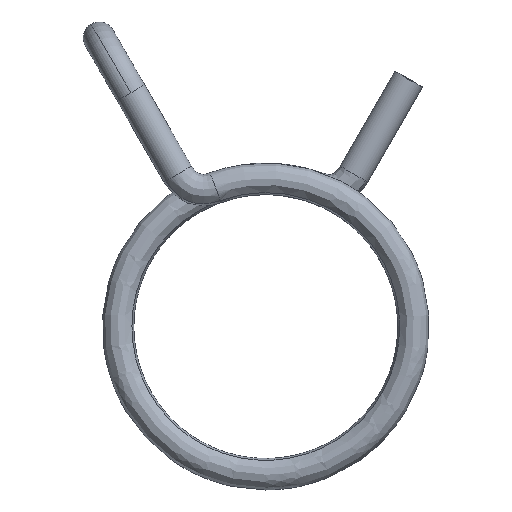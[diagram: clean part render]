
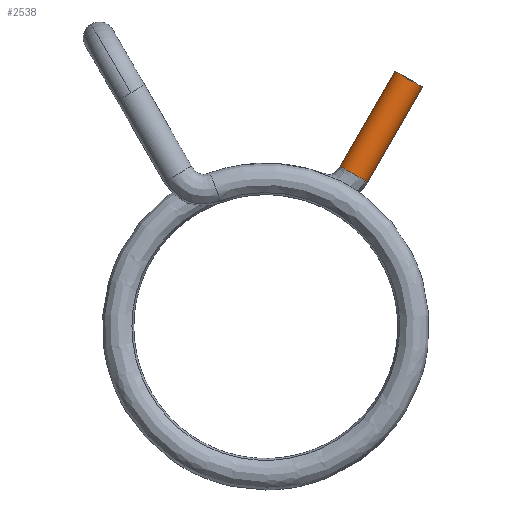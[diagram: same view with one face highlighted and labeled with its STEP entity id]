
A CAD part, top view. The second image highlights one B-rep face of the part: STEP entity #2538.
In plain terms, the highlighted cylindrical face has radius 0.5 mm (diameter 1 mm), a partial arc.
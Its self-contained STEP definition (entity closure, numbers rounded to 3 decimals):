
#81 = EDGE_CURVE ( 'NONE', #807, #6158, #5785, .T. ) ;
#114 = CYLINDRICAL_SURFACE ( 'NONE', #2368, 0.5 ) ;
#125 = DIRECTION ( 'NONE',  ( 0.5, 0.866, 0. ) ) ;
#131 = ORIENTED_EDGE ( 'NONE', *, *, #1657, .F. ) ;
#301 = VERTEX_POINT ( 'NONE', #6905 ) ;
#342 = VECTOR ( 'NONE', #1940, 1000. ) ;
#420 = EDGE_CURVE ( 'NONE', #8092, #4131, #4971, .T. ) ;
#587 = EDGE_CURVE ( 'NONE', #3528, #6158, #2136, .T. ) ;
#641 = LINE ( 'NONE', #3281, #4603 ) ;
#674 = CARTESIAN_POINT ( 'NONE',  ( 4.495, 7.786, 0.55 ) ) ;
#715 = CARTESIAN_POINT ( 'NONE',  ( 2.771, 4.799, 0.55 ) ) ;
#734 = DIRECTION ( 'NONE',  ( 0.5, 0.866, 0. ) ) ;
#807 = VERTEX_POINT ( 'NONE', #2665 ) ;
#817 = ORIENTED_EDGE ( 'NONE', *, *, #6052, .T. ) ;
#909 = CIRCLE ( 'NONE', #5731, 0.5 ) ;
#947 = CARTESIAN_POINT ( 'NONE',  ( 4.582, 7.747, 1.041 ) ) ;
#965 = VECTOR ( 'NONE', #4284, 1000. ) ;
#1263 = VECTOR ( 'NONE', #734, 1000. ) ;
#1350 = AXIS2_PLACEMENT_3D ( 'NONE', #1864, #7864, #5257 ) ;
#1657 = EDGE_CURVE ( 'NONE', #3528, #301, #7017, .T. ) ;
#1722 = ORIENTED_EDGE ( 'NONE', *, *, #4590, .T. ) ;
#1864 = CARTESIAN_POINT ( 'NONE',  ( 4.5, 7.794, 0.55 ) ) ;
#1880 = CARTESIAN_POINT ( 'NONE',  ( 4.476, 7.797, 1.05 ) ) ;
#1940 = DIRECTION ( 'NONE',  ( 0.5, 0.866, 0. ) ) ;
#2020 = CARTESIAN_POINT ( 'NONE',  ( 4.5, 7.794, 0.55 ) ) ;
#2036 = AXIS2_PLACEMENT_3D ( 'NONE', #674, #3314, #5952 ) ;
#2089 = ORIENTED_EDGE ( 'NONE', *, *, #4074, .F. ) ;
#2131 = EDGE_CURVE ( 'NONE', #5248, #3166, #909, .T. ) ;
#2136 = LINE ( 'NONE', #5568, #965 ) ;
#2204 = VERTEX_POINT ( 'NONE', #6578 ) ;
#2222 = EDGE_CURVE ( 'NONE', #8092, #3166, #641, .T. ) ;
#2368 = AXIS2_PLACEMENT_3D ( 'NONE', #715, #4848, #2793 ) ;
#2429 = VERTEX_POINT ( 'NONE', #5951 ) ;
#2538 = ADVANCED_FACE ( 'NONE', ( #6047 ), #114, .T. ) ;
#2647 = ORIENTED_EDGE ( 'NONE', *, *, #8287, .F. ) ;
#2665 = CARTESIAN_POINT ( 'NONE',  ( 4.577, 7.738, 1.041 ) ) ;
#2793 = DIRECTION ( 'NONE',  ( -0.866, 0.5, 0. ) ) ;
#2799 = CARTESIAN_POINT ( 'NONE',  ( 4.476, 7.797, 1.05 ) ) ;
#2833 = ORIENTED_EDGE ( 'NONE', *, *, #6951, .T. ) ;
#3097 = DIRECTION ( 'NONE',  ( -0.722, 0.417, -0.553 ) ) ;
#3166 = VERTEX_POINT ( 'NONE', #7726 ) ;
#3259 = ORIENTED_EDGE ( 'NONE', *, *, #81, .F. ) ;
#3281 = CARTESIAN_POINT ( 'NONE',  ( 4.496, 7.785, 1.05 ) ) ;
#3314 = DIRECTION ( 'NONE',  ( 0.5, 0.866, 0. ) ) ;
#3384 = DIRECTION ( 'NONE',  ( -0.722, 0.417, -0.553 ) ) ;
#3528 = VERTEX_POINT ( 'NONE', #3550 ) ;
#3542 = EDGE_CURVE ( 'NONE', #2204, #3969, #5461, .T. ) ;
#3550 = CARTESIAN_POINT ( 'NONE',  ( 4.602, 7.735, 1.036 ) ) ;
#3798 = CARTESIAN_POINT ( 'NONE',  ( 4.597, 7.726, 1.036 ) ) ;
#3804 = CARTESIAN_POINT ( 'NONE',  ( 2.771, 4.799, 0.55 ) ) ;
#3808 = AXIS2_PLACEMENT_3D ( 'NONE', #7466, #6478, #3097 ) ;
#3845 = DIRECTION ( 'NONE',  ( -0.722, 0.417, -0.553 ) ) ;
#3969 = VERTEX_POINT ( 'NONE', #5809 ) ;
#4048 = VECTOR ( 'NONE', #5926, 1000. ) ;
#4074 = EDGE_CURVE ( 'NONE', #6368, #5229, #8320, .T. ) ;
#4131 = VERTEX_POINT ( 'NONE', #947 ) ;
#4236 = AXIS2_PLACEMENT_3D ( 'NONE', #8174, #125, #5413 ) ;
#4240 = DIRECTION ( 'NONE',  ( 0.5, 0.866, 0. ) ) ;
#4284 = DIRECTION ( 'NONE',  ( -0.5, -0.866, 0. ) ) ;
#4590 = EDGE_CURVE ( 'NONE', #3969, #301, #5246, .T. ) ;
#4603 = VECTOR ( 'NONE', #5922, 1000. ) ;
#4610 = ORIENTED_EDGE ( 'NONE', *, *, #6987, .T. ) ;
#4650 = CARTESIAN_POINT ( 'NONE',  ( 4.501, 7.793, 1.05 ) ) ;
#4848 = DIRECTION ( 'NONE',  ( 0.5, 0.866, 0. ) ) ;
#4944 = CARTESIAN_POINT ( 'NONE',  ( 4.495, 7.786, 0.55 ) ) ;
#4971 = CIRCLE ( 'NONE', #1350, 0.5 ) ;
#4980 = DIRECTION ( 'NONE',  ( 0.5, 0.866, 0. ) ) ;
#4988 = VECTOR ( 'NONE', #6722, 1000. ) ;
#5229 = VERTEX_POINT ( 'NONE', #7401 ) ;
#5246 = LINE ( 'NONE', #7179, #342 ) ;
#5248 = VERTEX_POINT ( 'NONE', #2799 ) ;
#5257 = DIRECTION ( 'NONE',  ( -0.722, 0.417, -0.553 ) ) ;
#5370 = LINE ( 'NONE', #7838, #4048 ) ;
#5413 = DIRECTION ( 'NONE',  ( -0.722, 0.417, -0.553 ) ) ;
#5461 = CIRCLE ( 'NONE', #7887, 0.5 ) ;
#5568 = CARTESIAN_POINT ( 'NONE',  ( 4.597, 7.726, 1.036 ) ) ;
#5731 = AXIS2_PLACEMENT_3D ( 'NONE', #4944, #4980, #7573 ) ;
#5785 = CIRCLE ( 'NONE', #2036, 0.5 ) ;
#5809 = CARTESIAN_POINT ( 'NONE',  ( 3.204, 4.549, 0.55 ) ) ;
#5922 = DIRECTION ( 'NONE',  ( -0.5, -0.866, 0. ) ) ;
#5926 = DIRECTION ( 'NONE',  ( 0.5, 0.866, 0. ) ) ;
#5951 = CARTESIAN_POINT ( 'NONE',  ( 2.338, 5.049, 0.55 ) ) ;
#5952 = DIRECTION ( 'NONE',  ( 0.866, -0.5, 0. ) ) ;
#5973 = LINE ( 'NONE', #1880, #4988 ) ;
#6047 = FACE_OUTER_BOUND ( 'NONE', #7788, .T. ) ;
#6052 = EDGE_CURVE ( 'NONE', #2429, #2204, #7501, .T. ) ;
#6158 = VERTEX_POINT ( 'NONE', #3798 ) ;
#6368 = VERTEX_POINT ( 'NONE', #6696 ) ;
#6478 = DIRECTION ( 'NONE',  ( 0.5, 0.866, 0. ) ) ;
#6578 = CARTESIAN_POINT ( 'NONE',  ( 3.132, 4.591, 0.826 ) ) ;
#6696 = CARTESIAN_POINT ( 'NONE',  ( 4.067, 8.044, 0.55 ) ) ;
#6722 = DIRECTION ( 'NONE',  ( 0.5, 0.866, 0. ) ) ;
#6905 = CARTESIAN_POINT ( 'NONE',  ( 4.933, 7.544, 0.55 ) ) ;
#6951 = EDGE_CURVE ( 'NONE', #807, #4131, #5370, .T. ) ;
#6959 = ORIENTED_EDGE ( 'NONE', *, *, #587, .T. ) ;
#6987 = EDGE_CURVE ( 'NONE', #5248, #5229, #5973, .T. ) ;
#7017 = CIRCLE ( 'NONE', #8238, 0.5 ) ;
#7108 = ORIENTED_EDGE ( 'NONE', *, *, #3542, .T. ) ;
#7179 = CARTESIAN_POINT ( 'NONE',  ( 3.204, 4.549, 0.55 ) ) ;
#7180 = ORIENTED_EDGE ( 'NONE', *, *, #2131, .F. ) ;
#7189 = DIRECTION ( 'NONE',  ( 0.5, 0.866, 0. ) ) ;
#7285 = CARTESIAN_POINT ( 'NONE',  ( 2.338, 5.049, 0.55 ) ) ;
#7401 = CARTESIAN_POINT ( 'NONE',  ( 4.481, 7.805, 1.05 ) ) ;
#7414 = LINE ( 'NONE', #7285, #1263 ) ;
#7466 = CARTESIAN_POINT ( 'NONE',  ( 2.771, 4.799, 0.55 ) ) ;
#7501 = CIRCLE ( 'NONE', #3808, 0.5 ) ;
#7545 = ORIENTED_EDGE ( 'NONE', *, *, #2222, .T. ) ;
#7573 = DIRECTION ( 'NONE',  ( 0.866, -0.5, 0. ) ) ;
#7726 = CARTESIAN_POINT ( 'NONE',  ( 4.496, 7.785, 1.05 ) ) ;
#7788 = EDGE_LOOP ( 'NONE', ( #817, #7108, #1722, #131, #6959, #3259, #2833, #8254, #7545, #7180, #4610, #2089, #2647 ) ) ;
#7838 = CARTESIAN_POINT ( 'NONE',  ( 4.577, 7.738, 1.041 ) ) ;
#7864 = DIRECTION ( 'NONE',  ( 0.5, 0.866, 0. ) ) ;
#7887 = AXIS2_PLACEMENT_3D ( 'NONE', #3804, #7189, #3845 ) ;
#8092 = VERTEX_POINT ( 'NONE', #4650 ) ;
#8174 = CARTESIAN_POINT ( 'NONE',  ( 4.5, 7.794, 0.55 ) ) ;
#8238 = AXIS2_PLACEMENT_3D ( 'NONE', #2020, #4240, #3384 ) ;
#8254 = ORIENTED_EDGE ( 'NONE', *, *, #420, .F. ) ;
#8287 = EDGE_CURVE ( 'NONE', #2429, #6368, #7414, .T. ) ;
#8320 = CIRCLE ( 'NONE', #4236, 0.5 ) ;
